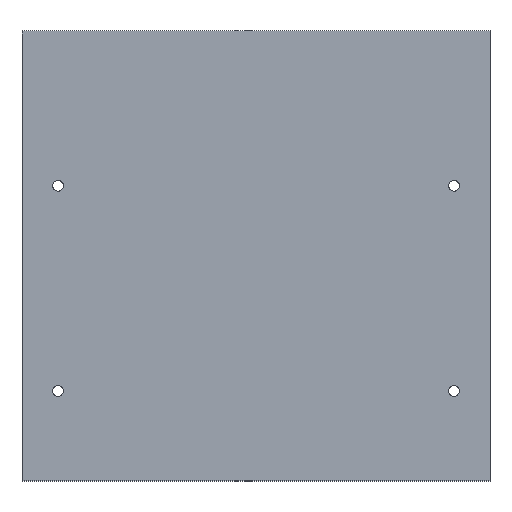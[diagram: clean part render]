
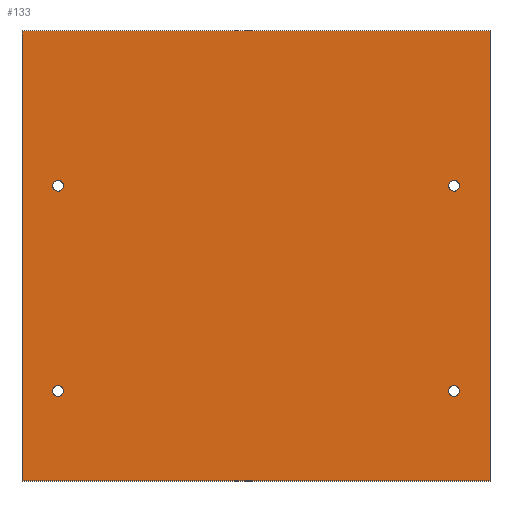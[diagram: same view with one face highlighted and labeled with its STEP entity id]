
A CAD part, top view. The second image highlights one B-rep face of the part: STEP entity #133.
In plain terms, the highlighted planar face has unit normal (0, 0, 1).
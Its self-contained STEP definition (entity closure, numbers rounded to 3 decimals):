
#28=(
BOUNDED_CURVE()
B_SPLINE_CURVE(2,(#1715,#1716,#1717,#1718,#1719,#1720,#1721,#1722,#1723),
 .UNSPECIFIED.,.T.,.F.)
B_SPLINE_CURVE_WITH_KNOTS((3,2,2,2,3),(-0.009,-0.007,
-0.005,-0.002,0.),.UNSPECIFIED.)
CURVE()
GEOMETRIC_REPRESENTATION_ITEM()
RATIONAL_B_SPLINE_CURVE((1.,0.707,1.,0.707,1.,0.707,
1.,0.707,1.))
REPRESENTATION_ITEM('')
);
#30=(
BOUNDED_CURVE()
B_SPLINE_CURVE(2,(#1735,#1736,#1737,#1738,#1739,#1740,#1741,#1742,#1743),
 .UNSPECIFIED.,.T.,.F.)
B_SPLINE_CURVE_WITH_KNOTS((3,2,2,2,3),(-0.009,-0.007,
-0.005,-0.002,0.),.UNSPECIFIED.)
CURVE()
GEOMETRIC_REPRESENTATION_ITEM()
RATIONAL_B_SPLINE_CURVE((1.,0.707,1.,0.707,1.,0.707,
1.,0.707,1.))
REPRESENTATION_ITEM('')
);
#32=(
BOUNDED_CURVE()
B_SPLINE_CURVE(2,(#1791,#1792,#1793,#1794,#1795,#1796,#1797,#1798,#1799),
 .UNSPECIFIED.,.T.,.F.)
B_SPLINE_CURVE_WITH_KNOTS((3,2,2,2,3),(-0.009,-0.007,
-0.005,-0.002,0.),.UNSPECIFIED.)
CURVE()
GEOMETRIC_REPRESENTATION_ITEM()
RATIONAL_B_SPLINE_CURVE((1.,0.707,1.,0.707,1.,0.707,
1.,0.707,1.))
REPRESENTATION_ITEM('')
);
#34=(
BOUNDED_CURVE()
B_SPLINE_CURVE(2,(#1811,#1812,#1813,#1814,#1815,#1816,#1817,#1818,#1819),
 .UNSPECIFIED.,.T.,.F.)
B_SPLINE_CURVE_WITH_KNOTS((3,2,2,2,3),(-0.009,-0.007,
-0.005,-0.002,0.),.UNSPECIFIED.)
CURVE()
GEOMETRIC_REPRESENTATION_ITEM()
RATIONAL_B_SPLINE_CURVE((1.,0.707,1.,0.707,1.,0.707,
1.,0.707,1.))
REPRESENTATION_ITEM('')
);
#50=FACE_BOUND('',#269,.T.);
#51=FACE_BOUND('',#270,.T.);
#52=FACE_BOUND('',#271,.T.);
#53=FACE_BOUND('',#272,.T.);
#133=ADVANCED_FACE('',(#199,#50,#51,#52,#53),#1043,.T.);
#199=FACE_OUTER_BOUND('',#268,.T.);
#268=EDGE_LOOP('',(#550,#551,#552,#553));
#269=EDGE_LOOP('',(#554));
#270=EDGE_LOOP('',(#555));
#271=EDGE_LOOP('',(#556));
#272=EDGE_LOOP('',(#557));
#550=ORIENTED_EDGE('',*,*,#732,.T.);
#551=ORIENTED_EDGE('',*,*,#730,.T.);
#552=ORIENTED_EDGE('',*,*,#724,.T.);
#553=ORIENTED_EDGE('',*,*,#734,.T.);
#554=ORIENTED_EDGE('',*,*,#738,.T.);
#555=ORIENTED_EDGE('',*,*,#741,.T.);
#556=ORIENTED_EDGE('',*,*,#720,.T.);
#557=ORIENTED_EDGE('',*,*,#723,.T.);
#720=EDGE_CURVE('',#966,#966,#28,.T.);
#723=EDGE_CURVE('',#968,#968,#30,.T.);
#724=EDGE_CURVE('',#972,#973,#860,.T.);
#730=EDGE_CURVE('',#976,#972,#866,.T.);
#732=EDGE_CURVE('',#977,#976,#868,.T.);
#734=EDGE_CURVE('',#973,#977,#870,.T.);
#738=EDGE_CURVE('',#978,#978,#32,.T.);
#741=EDGE_CURVE('',#980,#980,#34,.T.);
#860=B_SPLINE_CURVE_WITH_KNOTS('',1,(#1744,#1745),.UNSPECIFIED.,.F.,.F.,
(2,2),(-0.13,0.),.UNSPECIFIED.);
#866=B_SPLINE_CURVE_WITH_KNOTS('',1,(#1760,#1761),.UNSPECIFIED.,.F.,.F.,
(2,2),(-0.125,0.),.UNSPECIFIED.);
#868=B_SPLINE_CURVE_WITH_KNOTS('',1,(#1766,#1767),.UNSPECIFIED.,.F.,.F.,
(2,2),(-0.13,0.),.UNSPECIFIED.);
#870=B_SPLINE_CURVE_WITH_KNOTS('',1,(#1772,#1773),.UNSPECIFIED.,.F.,.F.,
(2,2),(-0.125,0.),.UNSPECIFIED.);
#966=VERTEX_POINT('',#1676);
#968=VERTEX_POINT('',#1678);
#972=VERTEX_POINT('',#1682);
#973=VERTEX_POINT('',#1683);
#976=VERTEX_POINT('',#1686);
#977=VERTEX_POINT('',#1687);
#978=VERTEX_POINT('',#1688);
#980=VERTEX_POINT('',#1690);
#1043=PLANE('',#1195);
#1195=AXIS2_PLACEMENT_3D('',#1669,#1264,$);
#1264=DIRECTION('',(0.,0.,1.));
#1669=CARTESIAN_POINT('',(-678.06,-631.56,-6.));
#1676=CARTESIAN_POINT('',(-56.5,63.,-6.));
#1678=CARTESIAN_POINT('',(53.5,63.,-6.));
#1682=CARTESIAN_POINT('',(-65.,-19.,-6.));
#1683=CARTESIAN_POINT('',(65.,-19.,-6.));
#1686=CARTESIAN_POINT('',(-65.,106.,-6.));
#1687=CARTESIAN_POINT('',(65.,106.,-6.));
#1688=CARTESIAN_POINT('',(-56.5,6.,-6.));
#1690=CARTESIAN_POINT('',(53.5,6.,-6.));
#1715=CARTESIAN_POINT('',(-56.5,63.,-6.));
#1716=CARTESIAN_POINT('',(-56.5,64.5,-6.));
#1717=CARTESIAN_POINT('',(-55.,64.5,-6.));
#1718=CARTESIAN_POINT('',(-53.5,64.5,-6.));
#1719=CARTESIAN_POINT('',(-53.5,63.,-6.));
#1720=CARTESIAN_POINT('',(-53.5,61.5,-6.));
#1721=CARTESIAN_POINT('',(-55.,61.5,-6.));
#1722=CARTESIAN_POINT('',(-56.5,61.5,-6.));
#1723=CARTESIAN_POINT('',(-56.5,63.,-6.));
#1735=CARTESIAN_POINT('',(53.5,63.,-6.));
#1736=CARTESIAN_POINT('',(53.5,64.5,-6.));
#1737=CARTESIAN_POINT('',(55.,64.5,-6.));
#1738=CARTESIAN_POINT('',(56.5,64.5,-6.));
#1739=CARTESIAN_POINT('',(56.5,63.,-6.));
#1740=CARTESIAN_POINT('',(56.5,61.5,-6.));
#1741=CARTESIAN_POINT('',(55.,61.5,-6.));
#1742=CARTESIAN_POINT('',(53.5,61.5,-6.));
#1743=CARTESIAN_POINT('',(53.5,63.,-6.));
#1744=CARTESIAN_POINT('',(-65.,-19.,-6.));
#1745=CARTESIAN_POINT('',(65.,-19.,-6.));
#1760=CARTESIAN_POINT('',(-65.,106.,-6.));
#1761=CARTESIAN_POINT('',(-65.,-19.,-6.));
#1766=CARTESIAN_POINT('',(65.,106.,-6.));
#1767=CARTESIAN_POINT('',(-65.,106.,-6.));
#1772=CARTESIAN_POINT('',(65.,-19.,-6.));
#1773=CARTESIAN_POINT('',(65.,106.,-6.));
#1791=CARTESIAN_POINT('',(-56.5,6.,-6.));
#1792=CARTESIAN_POINT('',(-56.5,7.5,-6.));
#1793=CARTESIAN_POINT('',(-55.,7.5,-6.));
#1794=CARTESIAN_POINT('',(-53.5,7.5,-6.));
#1795=CARTESIAN_POINT('',(-53.5,6.,-6.));
#1796=CARTESIAN_POINT('',(-53.5,4.5,-6.));
#1797=CARTESIAN_POINT('',(-55.,4.5,-6.));
#1798=CARTESIAN_POINT('',(-56.5,4.5,-6.));
#1799=CARTESIAN_POINT('',(-56.5,6.,-6.));
#1811=CARTESIAN_POINT('',(53.5,6.,-6.));
#1812=CARTESIAN_POINT('',(53.5,7.5,-6.));
#1813=CARTESIAN_POINT('',(55.,7.5,-6.));
#1814=CARTESIAN_POINT('',(56.5,7.5,-6.));
#1815=CARTESIAN_POINT('',(56.5,6.,-6.));
#1816=CARTESIAN_POINT('',(56.5,4.5,-6.));
#1817=CARTESIAN_POINT('',(55.,4.5,-6.));
#1818=CARTESIAN_POINT('',(53.5,4.5,-6.));
#1819=CARTESIAN_POINT('',(53.5,6.,-6.));
